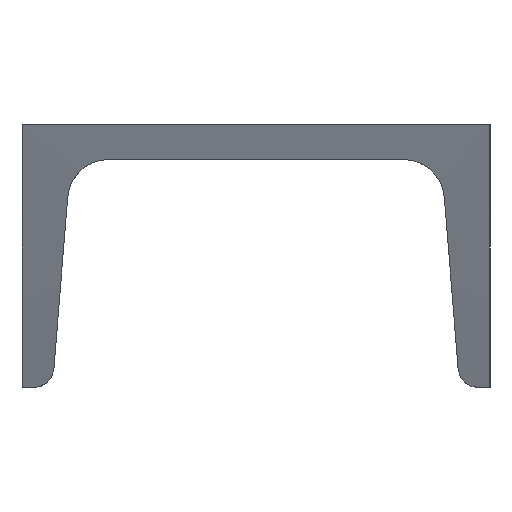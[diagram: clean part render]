
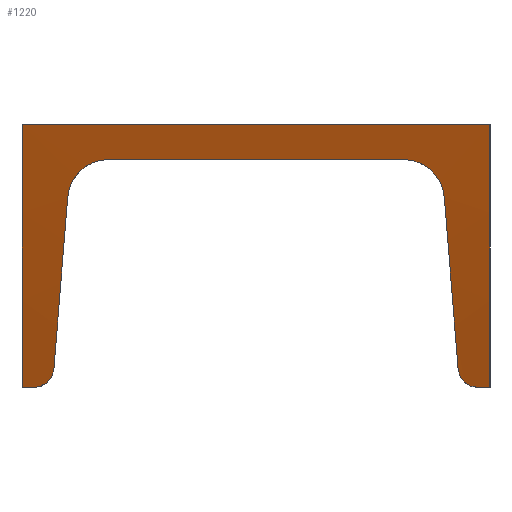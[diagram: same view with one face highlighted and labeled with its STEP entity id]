
A CAD part, left-side view. The second image highlights one B-rep face of the part: STEP entity #1220.
In plain terms, the highlighted cylindrical face has radius 1180 mm (diameter 2360 mm), a partial arc.
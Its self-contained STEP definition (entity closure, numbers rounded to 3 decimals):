
#10=CARTESIAN_POINT('',(-1320.,-480.,0.));
#20=DIRECTION('',(1.,0.,0.));
#30=DIRECTION('',(0.,-1.,0.));
#40=AXIS2_PLACEMENT_3D('',#10,#20,#30);
#50=CYLINDRICAL_SURFACE('',#40,1180.);
#60=CARTESIAN_POINT('',(32.195,12.442,
-1072.334));
#70=CARTESIAN_POINT('',(32.123,11.539,
-1072.749));
#80=CARTESIAN_POINT('',(31.635,9.794,
-1073.548));
#90=CARTESIAN_POINT('',(29.963,7.625,
-1074.534));
#100=CARTESIAN_POINT('',(27.692,6.287,
-1075.14));
#110=CARTESIAN_POINT('',(26.031,6.,-1075.269));
#120=CARTESIAN_POINT('',(25.218,6.,-1075.269));
#130=B_SPLINE_CURVE_WITH_KNOTS('',3,(#60,#70,#80,#90,#100,#110,#120),
.UNSPECIFIED.,.F.,.F.,(4,1,1,1,4),(0.,0.25,0.5,0.75,1.),.UNSPECIFIED.);
#140=CARTESIAN_POINT('',(32.195,12.442,
-1072.334));
#150=VERTEX_POINT('',#140);
#160=CARTESIAN_POINT('',(25.218,6.,
-1075.269));
#170=VERTEX_POINT('',#160);
#180=EDGE_CURVE('',#150,#170,#130,.T.);
#190=ORIENTED_EDGE('',*,*,#180,.F.);
#200=CARTESIAN_POINT('',(-25.218,6.,
-1075.269));
#210=DIRECTION('',(1.,0.,0.));
#220=VECTOR('',#210,1.);
#230=LINE('',#200,#220);
#240=CARTESIAN_POINT('',(-25.218,6.,-1075.269));
#250=VERTEX_POINT('',#240);
#260=EDGE_CURVE('',#250,#170,#230,.T.);
#270=ORIENTED_EDGE('',*,*,#260,.T.);
#280=CARTESIAN_POINT('',(-25.218,6.,-1075.269));
#290=CARTESIAN_POINT('',(-26.08,6.,-1075.269));
#300=CARTESIAN_POINT('',(-27.797,6.327,
-1075.121));
#310=CARTESIAN_POINT('',(-29.972,7.653,
-1074.521));
#320=CARTESIAN_POINT('',(-31.604,9.74,
-1073.572));
#330=CARTESIAN_POINT('',(-32.121,11.51,
-1072.762));
#340=CARTESIAN_POINT('',(-32.195,12.442,
-1072.334));
#350=B_SPLINE_CURVE_WITH_KNOTS('',3,(#280,#290,#300,#310,#320,#330,#340)
,.UNSPECIFIED.,.F.,.F.,(4,1,1,1,4),(0.,0.25,0.5,0.75,1.),.UNSPECIFIED.);
#360=CARTESIAN_POINT('',(-32.195,12.442,
-1072.334));
#370=VERTEX_POINT('',#360);
#380=EDGE_CURVE('',#250,#370,#350,.T.);
#390=ORIENTED_EDGE('',*,*,#380,.F.);
#400=CARTESIAN_POINT('',(7.2,-480.,0.));
#410=DIRECTION('',(0.997,0.08,0.));
#420=DIRECTION('',(0.08,-0.997,0.));
#430=AXIS2_PLACEMENT_3D('',#400,#410,#420);
#440=ELLIPSE('',#430,1183.77,1180.);
#450=CARTESIAN_POINT('',(-34.542,41.779,
-1058.37));
#460=VERTEX_POINT('',#450);
#470=EDGE_CURVE('',#370,#460,#440,.T.);
#480=ORIENTED_EDGE('',*,*,#470,.F.);
#490=CARTESIAN_POINT('',(-34.542,41.779,
-1058.37));
#500=CARTESIAN_POINT('',(-34.591,42.381,
-1058.073));
#510=CARTESIAN_POINT('',(-34.987,43.523,
-1057.509));
#520=CARTESIAN_POINT('',(-36.376,44.752,
-1056.899));
#530=CARTESIAN_POINT('',(-37.491,45.,-1056.776));
#540=CARTESIAN_POINT('',(-38.031,45.,-1056.776));
#550=B_SPLINE_CURVE_WITH_KNOTS('',3,(#490,#500,#510,#520,#530,#540),
.UNSPECIFIED.,.F.,.F.,(4,1,1,4),(0.,0.333,0.667,
1.),.UNSPECIFIED.);
#560=CARTESIAN_POINT('',(-38.031,45.,
-1056.776));
#570=VERTEX_POINT('',#560);
#580=EDGE_CURVE('',#460,#570,#550,.T.);
#590=ORIENTED_EDGE('',*,*,#580,.F.);
#600=CARTESIAN_POINT('',(-40.,45.,-1056.776));
#610=DIRECTION('',(1.,0.,0.));
#620=VECTOR('',#610,1.);
#630=LINE('',#600,#620);
#640=CARTESIAN_POINT('',(-40.,45.,-1056.776));
#650=VERTEX_POINT('',#640);
#660=EDGE_CURVE('',#650,#570,#630,.T.);
#670=ORIENTED_EDGE('',*,*,#660,.T.);
#680=CARTESIAN_POINT('',(-40.,-480.,0.));
#690=DIRECTION('',(-1.,0.,-0.));
#700=DIRECTION('',(0.,0.445,-0.896));
#710=AXIS2_PLACEMENT_3D('',#680,#690,#700);
#720=CIRCLE('',#710,1180.);
#730=CARTESIAN_POINT('',(-40.,0.,-1077.961));
#740=VERTEX_POINT('',#730);
#750=EDGE_CURVE('',#650,#740,#720,.T.);
#760=ORIENTED_EDGE('',*,*,#750,.F.);
#770=CARTESIAN_POINT('',(40.,0.,-1077.961));
#780=DIRECTION('',(-1.,0.,0.));
#790=VECTOR('',#780,1.);
#800=LINE('',#770,#790);
#810=CARTESIAN_POINT('',(40.,0.,-1077.961));
#820=VERTEX_POINT('',#810);
#830=EDGE_CURVE('',#820,#740,#800,.T.);
#840=ORIENTED_EDGE('',*,*,#830,.T.);
#850=CARTESIAN_POINT('',(40.,-480.,0.));
#860=DIRECTION('',(1.,0.,0.));
#870=DIRECTION('',(0.,0.407,-0.914));
#880=AXIS2_PLACEMENT_3D('',#850,#860,#870);
#890=CIRCLE('',#880,1180.);
#900=CARTESIAN_POINT('',(40.,45.,-1056.776));
#910=VERTEX_POINT('',#900);
#920=EDGE_CURVE('',#820,#910,#890,.T.);
#930=ORIENTED_EDGE('',*,*,#920,.F.);
#940=CARTESIAN_POINT('',(38.031,45.,
-1056.776));
#950=DIRECTION('',(1.,0.,0.));
#960=VECTOR('',#950,1.);
#970=LINE('',#940,#960);
#980=CARTESIAN_POINT('',(38.031,45.,-1056.776));
#990=VERTEX_POINT('',#980);
#1000=EDGE_CURVE('',#990,#910,#970,.T.);
#1010=ORIENTED_EDGE('',*,*,#1000,.T.);
#1020=CARTESIAN_POINT('',(38.031,45.,-1056.776));
#1030=CARTESIAN_POINT('',(37.465,45.,-1056.776));
#1040=CARTESIAN_POINT('',(36.327,44.715,
-1056.917));
#1050=CARTESIAN_POINT('',(35.022,43.557,
-1057.492));
#1060=CARTESIAN_POINT('',(34.592,42.401,
-1058.063));
#1070=CARTESIAN_POINT('',(34.542,41.779,
-1058.37));
#1080=B_SPLINE_CURVE_WITH_KNOTS('',3,(#1020,#1030,#1040,#1050,#1060,
#1070),.UNSPECIFIED.,.F.,.F.,(4,1,1,4),(0.,0.333,
0.667,1.),.UNSPECIFIED.);
#1090=CARTESIAN_POINT('',(34.542,41.779,
-1058.37));
#1100=VERTEX_POINT('',#1090);
#1110=EDGE_CURVE('',#990,#1100,#1080,.T.);
#1120=ORIENTED_EDGE('',*,*,#1110,.F.);
#1130=CARTESIAN_POINT('',(-7.2,-480.,0.));
#1140=DIRECTION('',(-0.997,0.08,0.));
#1150=DIRECTION('',(0.08,0.997,0.));
#1160=AXIS2_PLACEMENT_3D('',#1130,#1140,#1150);
#1170=ELLIPSE('',#1160,1183.77,1180.);
#1180=EDGE_CURVE('',#1100,#150,#1170,.T.);
#1190=ORIENTED_EDGE('',*,*,#1180,.F.);
#1200=EDGE_LOOP('',(#1190,#1120,#1010,#930,#840,#760,#670,#590,#480,#390
,#270,#190));
#1210=FACE_OUTER_BOUND('',#1200,.T.);
#1220=ADVANCED_FACE('',(#1210),#50,.T.);
